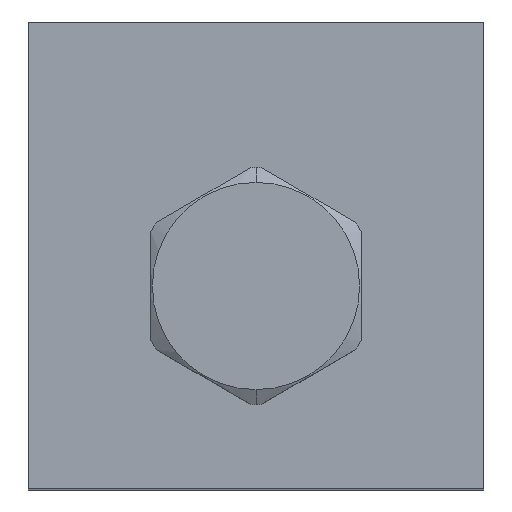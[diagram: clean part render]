
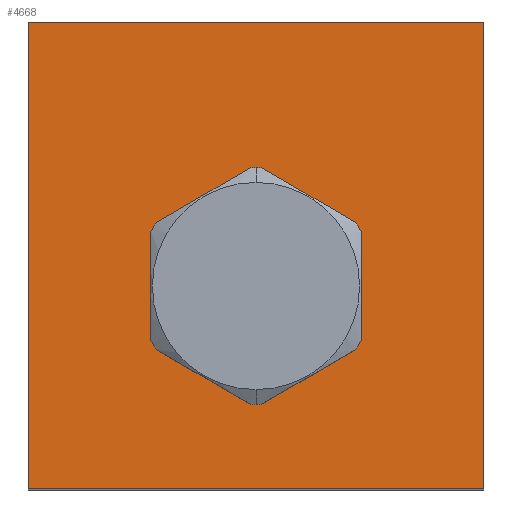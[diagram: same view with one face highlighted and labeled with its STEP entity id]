
A CAD part, top view. The second image highlights one B-rep face of the part: STEP entity #4668.
In plain terms, the highlighted planar face has unit normal (0, 0, 1).
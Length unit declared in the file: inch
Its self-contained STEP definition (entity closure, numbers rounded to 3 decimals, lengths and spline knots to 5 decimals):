
#1335=DIRECTION('',(0.,-1.,0.));
#1336=VECTOR('',#1335,2.5);
#1337=CARTESIAN_POINT('',(0.,0.,4.594));
#1338=LINE('',#1337,#1336);
#1339=DIRECTION('',(-1.,0.,0.));
#1340=VECTOR('',#1339,2.438);
#1341=CARTESIAN_POINT('',(2.438,0.,4.594));
#1342=LINE('',#1341,#1340);
#1343=DIRECTION('',(0.,1.,0.));
#1344=VECTOR('',#1343,2.5);
#1345=CARTESIAN_POINT('',(2.438,-2.5,4.594));
#1346=LINE('',#1345,#1344);
#1347=DIRECTION('',(1.,0.,0.));
#1348=VECTOR('',#1347,2.438);
#1349=CARTESIAN_POINT('',(0.,-2.5,4.594));
#1350=LINE('',#1349,#1348);
#1351=CARTESIAN_POINT('',(1.219,-1.415,4.594));
#1352=DIRECTION('',(0.,0.,-1.));
#1353=DIRECTION('',(-1.,0.,0.));
#1354=AXIS2_PLACEMENT_3D('',#1351,#1352,#1353);
#1356=CARTESIAN_POINT('',(1.219,-1.415,4.594));
#1357=DIRECTION('',(0.,0.,-1.));
#1358=DIRECTION('',(1.,0.,0.));
#1359=AXIS2_PLACEMENT_3D('',#1356,#1357,#1358);
#3770=CARTESIAN_POINT('',(0.,0.,4.594));
#3771=CARTESIAN_POINT('',(0.,-2.5,4.594));
#3772=VERTEX_POINT('',#3770);
#3773=VERTEX_POINT('',#3771);
#3774=CARTESIAN_POINT('',(2.438,-2.5,4.594));
#3775=VERTEX_POINT('',#3774);
#3776=CARTESIAN_POINT('',(2.438,0.,4.594));
#3777=VERTEX_POINT('',#3776);
#4128=CARTESIAN_POINT('',(0.679,-1.415,
4.594));
#4129=CARTESIAN_POINT('',(1.759,-1.415,4.594));
#4130=VERTEX_POINT('',#4128);
#4131=VERTEX_POINT('',#4129);
#4651=CARTESIAN_POINT('',(0.,0.,4.594));
#4652=DIRECTION('',(0.,0.,1.));
#4653=DIRECTION('',(1.,0.,0.));
#4654=AXIS2_PLACEMENT_3D('',#4651,#4652,#4653);
#4655=PLANE('',#4654);
#4656=ORIENTED_EDGE('',*,*,#4439,.F.);
#4657=ORIENTED_EDGE('',*,*,#4536,.F.);
#4658=ORIENTED_EDGE('',*,*,#4550,.F.);
#4659=ORIENTED_EDGE('',*,*,#4645,.F.);
#4660=EDGE_LOOP('',(#4656,#4657,#4658,#4659));
#4661=FACE_OUTER_BOUND('',#4660,.F.);
#4663=ORIENTED_EDGE('',*,*,#4662,.F.);
#4665=ORIENTED_EDGE('',*,*,#4664,.F.);
#4666=EDGE_LOOP('',(#4663,#4665));
#4667=FACE_BOUND('',#4666,.F.);
#4668=ADVANCED_FACE('',(#4661,#4667),#4655,.T.);
#1355=CIRCLE('',#1354,0.54);
#1360=CIRCLE('',#1359,0.54);
#4439=EDGE_CURVE('',#3772,#3773,#1338,.T.);
#4536=EDGE_CURVE('',#3777,#3772,#1342,.T.);
#4550=EDGE_CURVE('',#3775,#3777,#1346,.T.);
#4645=EDGE_CURVE('',#3773,#3775,#1350,.T.);
#4662=EDGE_CURVE('',#4130,#4131,#1355,.T.);
#4664=EDGE_CURVE('',#4131,#4130,#1360,.T.);
